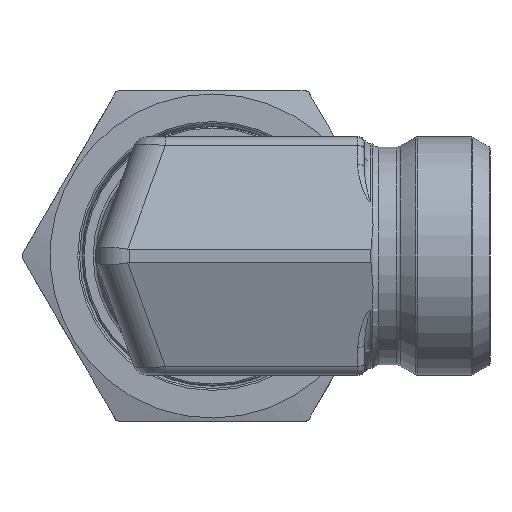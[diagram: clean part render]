
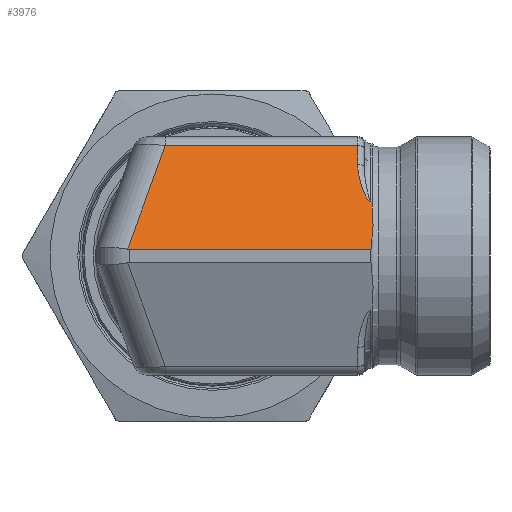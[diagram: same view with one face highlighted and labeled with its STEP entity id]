
A CAD part, left-side view. The second image highlights one B-rep face of the part: STEP entity #3976.
In plain terms, the highlighted planar face has unit normal (-0.94, 0, 0.342).
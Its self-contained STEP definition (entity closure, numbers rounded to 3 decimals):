
#205=PLANE('',#4939);
#406=FACE_OUTER_BOUND('',#1471,.T.);
#636=LINE('',#6849,#956);
#637=LINE('',#6868,#957);
#638=LINE('',#6870,#958);
#639=LINE('',#6872,#959);
#640=LINE('',#6876,#960);
#956=VECTOR('',#5504,1.);
#957=VECTOR('',#5505,1.);
#958=VECTOR('',#5506,1.);
#959=VECTOR('',#5507,1.);
#960=VECTOR('',#5510,1.);
#1308=B_SPLINE_CURVE_WITH_KNOTS('',3,(#6841,#6842,#6843,#6844,#6845,#6846),
 .UNSPECIFIED.,.F.,.F.,(4,2,4),(0.,0.5,1.),.UNSPECIFIED.);
#1309=B_SPLINE_CURVE_WITH_KNOTS('',3,(#6851,#6852,#6853,#6854,#6855,#6856,
#6857,#6858,#6859,#6860,#6861,#6862,#6863,#6864,#6865,#6866),
 .UNSPECIFIED.,.F.,.F.,(4,2,2,2,2,2,2,4),(0.,0.031,0.063,
0.125,0.25,0.5,0.75,
1.),.UNSPECIFIED.);
#1471=EDGE_LOOP('',(#1905,#1906,#1907,#1908,#1909,#1910,#1911,#1912));
#1905=ORIENTED_EDGE('',*,*,#3152,.F.);
#1906=ORIENTED_EDGE('',*,*,#3153,.T.);
#1907=ORIENTED_EDGE('',*,*,#3154,.T.);
#1908=ORIENTED_EDGE('',*,*,#3155,.T.);
#1909=ORIENTED_EDGE('',*,*,#3156,.T.);
#1910=ORIENTED_EDGE('',*,*,#3157,.T.);
#1911=ORIENTED_EDGE('',*,*,#3158,.T.);
#1912=ORIENTED_EDGE('',*,*,#3159,.T.);
#3152=EDGE_CURVE('',#4482,#4483,#1308,.T.);
#3153=EDGE_CURVE('',#4482,#4484,#636,.T.);
#3154=EDGE_CURVE('',#4484,#4485,#1309,.T.);
#3155=EDGE_CURVE('',#4485,#4486,#637,.T.);
#3156=EDGE_CURVE('',#4486,#4487,#638,.T.);
#3157=EDGE_CURVE('',#4487,#4488,#639,.T.);
#3158=EDGE_CURVE('',#4488,#4489,#4246,.T.);
#3159=EDGE_CURVE('',#4489,#4483,#640,.T.);
#3976=ADVANCED_FACE('',(#406),#205,.T.);
#4246=ELLIPSE('',#4938,14.619,5.);
#4482=VERTEX_POINT('',#6847);
#4483=VERTEX_POINT('',#6848);
#4484=VERTEX_POINT('',#6850);
#4485=VERTEX_POINT('',#6867);
#4486=VERTEX_POINT('',#6869);
#4487=VERTEX_POINT('',#6871);
#4488=VERTEX_POINT('',#6873);
#4489=VERTEX_POINT('',#6875);
#4938=AXIS2_PLACEMENT_3D('',#6874,#5508,#5509);
#4939=AXIS2_PLACEMENT_3D('',#6877,#5511,#5512);
#5504=DIRECTION('',(0.,1.,0.));
#5505=DIRECTION('',(0.342,0.,0.94));
#5506=DIRECTION('',(0.,1.,0.));
#5507=DIRECTION('',(-0.324,0.324,-0.889));
#5508=DIRECTION('',(-0.94,0.,0.342));
#5509=DIRECTION('',(-0.342,0.,-0.94));
#5510=DIRECTION('',(0.,-1.,0.));
#5511=DIRECTION('',(-0.94,0.,0.342));
#5512=DIRECTION('',(-0.342,0.,-0.94));
#6841=CARTESIAN_POINT('',(-14.884,-24.199,8.189));
#6842=CARTESIAN_POINT('',(-15.319,-24.329,6.993));
#6843=CARTESIAN_POINT('',(-15.754,-24.409,5.796));
#6844=CARTESIAN_POINT('',(-16.627,-24.237,3.4));
#6845=CARTESIAN_POINT('',(-17.062,-24.044,2.204));
#6846=CARTESIAN_POINT('',(-17.5,-24.006,1.));
#6847=CARTESIAN_POINT('',(-14.884,-24.199,8.189));
#6848=CARTESIAN_POINT('',(-17.5,-24.006,1.));
#6849=CARTESIAN_POINT('',(-14.884,-2.75,8.189));
#6850=CARTESIAN_POINT('',(-14.884,-24.,8.189));
#6851=CARTESIAN_POINT('',(-14.884,-24.,8.189));
#6852=CARTESIAN_POINT('',(-14.884,-23.93,8.189));
#6853=CARTESIAN_POINT('',(-14.876,-23.863,8.211));
#6854=CARTESIAN_POINT('',(-14.852,-23.745,8.276));
#6855=CARTESIAN_POINT('',(-14.836,-23.693,8.319));
#6856=CARTESIAN_POINT('',(-14.785,-23.549,8.459));
#6857=CARTESIAN_POINT('',(-14.746,-23.471,8.565));
#6858=CARTESIAN_POINT('',(-14.626,-23.255,8.895));
#6859=CARTESIAN_POINT('',(-14.541,-23.137,9.13));
#6860=CARTESIAN_POINT('',(-14.282,-22.813,9.842));
#6861=CARTESIAN_POINT('',(-14.103,-22.638,10.334));
#6862=CARTESIAN_POINT('',(-13.742,-22.341,11.326));
#6863=CARTESIAN_POINT('',(-13.56,-22.221,11.826));
#6864=CARTESIAN_POINT('',(-13.191,-22.051,12.838));
#6865=CARTESIAN_POINT('',(-13.005,-22.,13.349));
#6866=CARTESIAN_POINT('',(-12.817,-22.,13.868));
#6867=CARTESIAN_POINT('',(-12.817,-22.,13.868));
#6868=CARTESIAN_POINT('',(-17.5,-22.,1.));
#6869=CARTESIAN_POINT('',(-11.791,-22.,16.684));
#6870=CARTESIAN_POINT('',(-11.791,-2.75,16.684));
#6871=CARTESIAN_POINT('',(-11.791,7.093,16.684));
#6872=CARTESIAN_POINT('',(-15.871,11.173,5.475));
#6873=CARTESIAN_POINT('',(-17.491,12.793,1.024));
#6874=CARTESIAN_POINT('',(-12.5,12.5,14.737));
#6875=CARTESIAN_POINT('',(-17.5,12.5,1.));
#6876=CARTESIAN_POINT('',(-17.5,-2.75,1.));
#6877=CARTESIAN_POINT('',(-17.5,-2.75,1.));
